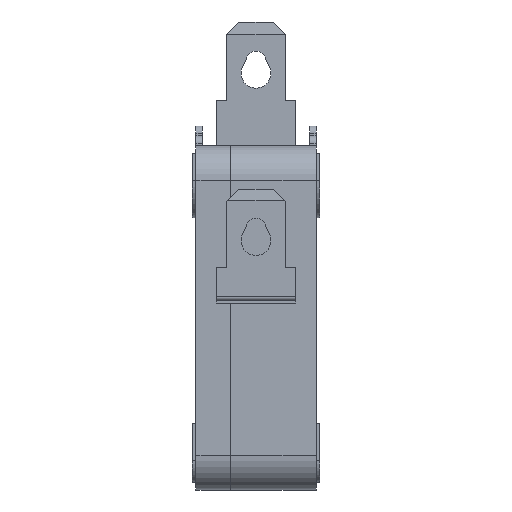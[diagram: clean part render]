
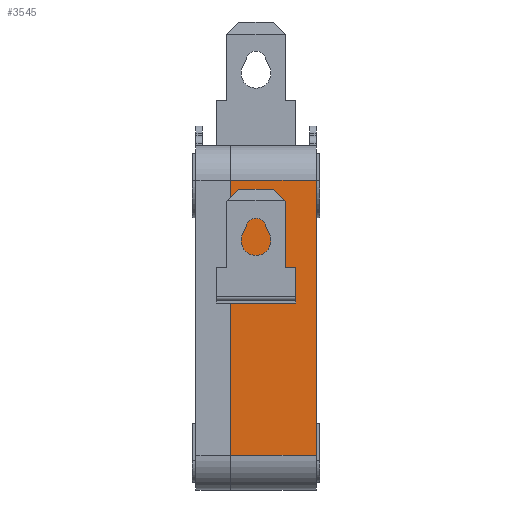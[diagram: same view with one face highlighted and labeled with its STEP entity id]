
A CAD part, front view. The second image highlights one B-rep face of the part: STEP entity #3545.
In plain terms, the highlighted planar face has unit normal (0, -1, 0).
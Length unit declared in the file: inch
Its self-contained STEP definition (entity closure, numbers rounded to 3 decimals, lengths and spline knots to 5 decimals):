
#246=FACE_OUTER_BOUND('',#453,.T.);
#453=EDGE_LOOP('',(#2757,#2758,#2759,#2760,#2761,#2762,#2763,#2764));
#607=LINE('',#5007,#1034);
#742=LINE('',#5339,#1169);
#744=LINE('',#5343,#1171);
#810=LINE('',#5525,#1237);
#815=LINE('',#5534,#1242);
#816=LINE('',#5535,#1243);
#817=LINE('',#5536,#1244);
#818=LINE('',#5537,#1245);
#1034=VECTOR('',#4008,0.87402);
#1169=VECTOR('',#4277,0.48425);
#1171=VECTOR('',#4279,0.3622);
#1237=VECTOR('',#4443,0.20571);
#1242=VECTOR('',#4450,0.20571);
#1243=VECTOR('',#4451,0.27067);
#1244=VECTOR('',#4452,0.27067);
#1245=VECTOR('',#4453,0.02756);
#1469=VERTEX_POINT('',#5004);
#1470=VERTEX_POINT('',#5006);
#1599=VERTEX_POINT('',#5336);
#1600=VERTEX_POINT('',#5338);
#1601=VERTEX_POINT('',#5340);
#1602=VERTEX_POINT('',#5342);
#1669=VERTEX_POINT('',#5524);
#1672=VERTEX_POINT('',#5533);
#1816=EDGE_CURVE('',#1470,#1469,#607,.T.);
#1982=EDGE_CURVE('',#1600,#1599,#742,.T.);
#1984=EDGE_CURVE('',#1602,#1601,#744,.T.);
#2076=EDGE_CURVE('',#1601,#1669,#810,.T.);
#2081=EDGE_CURVE('',#1600,#1672,#815,.T.);
#2082=EDGE_CURVE('',#1599,#1470,#816,.T.);
#2083=EDGE_CURVE('',#1469,#1602,#817,.T.);
#2084=EDGE_CURVE('',#1672,#1669,#818,.T.);
#2757=ORIENTED_EDGE('',*,*,#2081,.F.);
#2758=ORIENTED_EDGE('',*,*,#1982,.T.);
#2759=ORIENTED_EDGE('',*,*,#2082,.T.);
#2760=ORIENTED_EDGE('',*,*,#1816,.T.);
#2761=ORIENTED_EDGE('',*,*,#2083,.T.);
#2762=ORIENTED_EDGE('',*,*,#1984,.T.);
#2763=ORIENTED_EDGE('',*,*,#2076,.T.);
#2764=ORIENTED_EDGE('',*,*,#2084,.F.);
#3387=PLANE('',#3806);
#3545=ADVANCED_FACE('',(#246),#3387,.F.);
#3806=AXIS2_PLACEMENT_3D('',#5532,#4448,#4449);
#4008=DIRECTION('',(0.,0.,1.));
#4277=DIRECTION('',(0.,0.,-1.));
#4279=DIRECTION('',(0.,0.,-1.));
#4443=DIRECTION('',(1.,0.,0.));
#4448=DIRECTION('center_axis',(0.,1.,0.));
#4449=DIRECTION('ref_axis',(0.,0.,1.));
#4450=DIRECTION('',(1.,0.,0.));
#4451=DIRECTION('',(1.,0.,0.));
#4452=DIRECTION('',(-1.,0.,0.));
#4453=DIRECTION('',(0.,0.,1.));
#5004=CARTESIAN_POINT('',(0.,-0.11024,0.87402));
#5006=CARTESIAN_POINT('',(0.,-0.11024,0.));
#5007=CARTESIAN_POINT('',(0.,-0.11024,0.));
#5336=CARTESIAN_POINT('',(-0.27067,-0.11024,0.));
#5338=CARTESIAN_POINT('',(-0.27067,-0.11024,0.48425));
#5339=CARTESIAN_POINT('',(-0.27067,-0.11024,0.48425));
#5340=CARTESIAN_POINT('',(-0.27067,-0.11024,0.51181));
#5342=CARTESIAN_POINT('',(-0.27067,-0.11024,0.87402));
#5343=CARTESIAN_POINT('',(-0.27067,-0.11024,0.87402));
#5524=CARTESIAN_POINT('',(-0.06496,-0.11024,0.51181));
#5525=CARTESIAN_POINT('',(-0.27067,-0.11024,0.51181));
#5532=CARTESIAN_POINT('Origin',(-0.38189,-0.11024,0.));
#5533=CARTESIAN_POINT('',(-0.06496,-0.11024,0.48425));
#5534=CARTESIAN_POINT('',(-0.27067,-0.11024,0.48425));
#5535=CARTESIAN_POINT('',(-0.27067,-0.11024,0.));
#5536=CARTESIAN_POINT('',(0.,-0.11024,0.87402));
#5537=CARTESIAN_POINT('',(-0.06496,-0.11024,0.48425));
